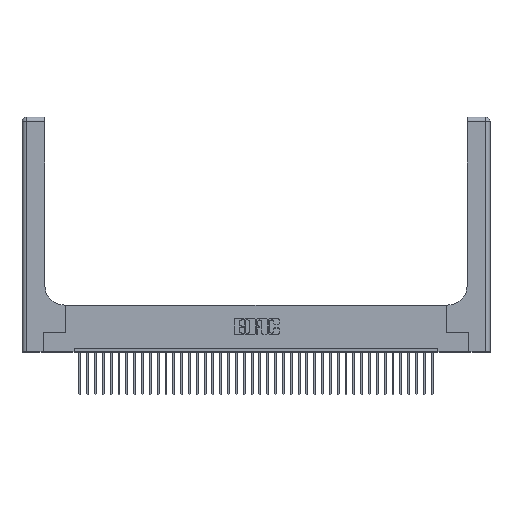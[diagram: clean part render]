
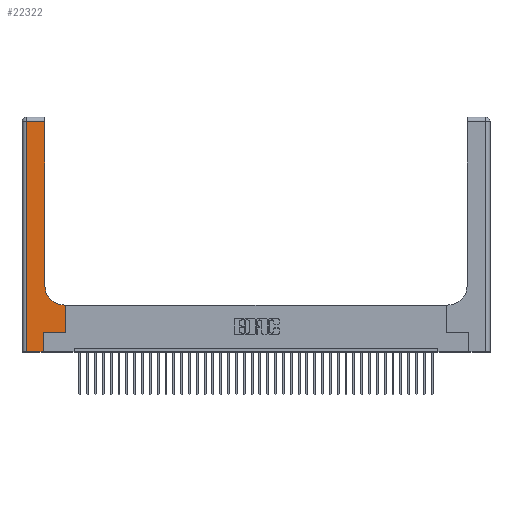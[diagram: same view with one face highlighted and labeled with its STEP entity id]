
A CAD part, top view. The second image highlights one B-rep face of the part: STEP entity #22322.
In plain terms, the highlighted planar face has unit normal (0, 0, 1).
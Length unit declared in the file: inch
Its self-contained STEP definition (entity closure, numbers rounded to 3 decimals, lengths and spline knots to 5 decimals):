
#253 = LINE ( 'NONE', #29552, #11677 ) ;
#335 = EDGE_CURVE ( 'NONE', #28410, #5497, #3613, .T. ) ;
#378 = ORIENTED_EDGE ( 'NONE', *, *, #35594, .T. ) ;
#645 = DIRECTION ( 'NONE',  ( 0., 0., -1. ) ) ;
#1595 = CARTESIAN_POINT ( 'NONE',  ( 0.5415, 0.85, 0.37 ) ) ;
#1701 = VECTOR ( 'NONE', #16906, 39.37008 ) ;
#1947 = VERTEX_POINT ( 'NONE', #30038 ) ;
#2201 = VECTOR ( 'NONE', #36622, 39.37008 ) ;
#2523 = LINE ( 'NONE', #33812, #27638 ) ;
#3108 = EDGE_LOOP ( 'NONE', ( #378, #24695, #5947, #28937, #22579, #27019, #37689, #37923, #39242 ) ) ;
#3369 = VERTEX_POINT ( 'NONE', #31717 ) ;
#3613 = LINE ( 'NONE', #38092, #1701 ) ;
#3635 = CARTESIAN_POINT ( 'NONE',  ( 0.269, 0.25, 0.37 ) ) ;
#4224 = AXIS2_PLACEMENT_3D ( 'NONE', #1595, #13814, #31758 ) ;
#5273 = EDGE_CURVE ( 'NONE', #1947, #21931, #24574, .T. ) ;
#5497 = VERTEX_POINT ( 'NONE', #36871 ) ;
#5947 = ORIENTED_EDGE ( 'NONE', *, *, #17134, .T. ) ;
#6603 = LINE ( 'NONE', #8816, #13274 ) ;
#6922 = VERTEX_POINT ( 'NONE', #29899 ) ;
#6950 = EDGE_CURVE ( 'NONE', #16162, #1947, #17884, .T. ) ;
#7230 = EDGE_CURVE ( 'NONE', #35418, #16162, #253, .T. ) ;
#7681 = LINE ( 'NONE', #36000, #11531 ) ;
#8816 = CARTESIAN_POINT ( 'NONE',  ( 0.2915, 3., 0.37 ) ) ;
#9198 = DIRECTION ( 'NONE',  ( 0., 1., 0. ) ) ;
#11531 = VECTOR ( 'NONE', #36354, 39.37008 ) ;
#11677 = VECTOR ( 'NONE', #20487, 39.37008 ) ;
#12875 = CARTESIAN_POINT ( 'NONE',  ( 0., 3., 0.37 ) ) ;
#12905 = DIRECTION ( 'NONE',  ( 1., 0., 0. ) ) ;
#13274 = VECTOR ( 'NONE', #9198, 39.37008 ) ;
#13814 = DIRECTION ( 'NONE',  ( 0., 0., -1. ) ) ;
#13971 = CARTESIAN_POINT ( 'NONE',  ( 0.5585, 0.6, 0.37 ) ) ;
#14850 = CARTESIAN_POINT ( 'NONE',  ( 0.5585, 0.25, 0.37 ) ) ;
#15190 = CARTESIAN_POINT ( 'NONE',  ( 0.269, 0., 0.37 ) ) ;
#15702 = DIRECTION ( 'NONE',  ( 0., 1., 0. ) ) ;
#15927 = DIRECTION ( 'NONE',  ( -1., 0., 0. ) ) ;
#16162 = VERTEX_POINT ( 'NONE', #15190 ) ;
#16906 = DIRECTION ( 'NONE',  ( -1., 0., 0. ) ) ;
#17134 = EDGE_CURVE ( 'NONE', #3369, #35418, #7681, .T. ) ;
#17884 = LINE ( 'NONE', #28891, #2201 ) ;
#18950 = DIRECTION ( 'NONE',  ( -1., 0., 0. ) ) ;
#19818 = CIRCLE ( 'NONE', #4224, 0.25 ) ;
#20487 = DIRECTION ( 'NONE',  ( 1., 0., 0. ) ) ;
#21931 = VERTEX_POINT ( 'NONE', #29757 ) ;
#22322 = ADVANCED_FACE ( 'NONE', ( #26973 ), #28256, .F. ) ;
#22433 = EDGE_CURVE ( 'NONE', #5497, #27597, #19818, .T. ) ;
#22579 = ORIENTED_EDGE ( 'NONE', *, *, #6950, .T. ) ;
#24574 = LINE ( 'NONE', #3635, #27903 ) ;
#24695 = ORIENTED_EDGE ( 'NONE', *, *, #27728, .T. ) ;
#24841 = EDGE_CURVE ( 'NONE', #21931, #28410, #27895, .T. ) ;
#26577 = CARTESIAN_POINT ( 'NONE',  ( 0.2915, 0.85, 0.37 ) ) ;
#26973 = FACE_OUTER_BOUND ( 'NONE', #3108, .T. ) ;
#27019 = ORIENTED_EDGE ( 'NONE', *, *, #5273, .T. ) ;
#27597 = VERTEX_POINT ( 'NONE', #26577 ) ;
#27638 = VECTOR ( 'NONE', #18950, 39.37008 ) ;
#27728 = EDGE_CURVE ( 'NONE', #6922, #3369, #2523, .T. ) ;
#27895 = LINE ( 'NONE', #14850, #32649 ) ;
#27903 = VECTOR ( 'NONE', #12905, 39.37008 ) ;
#28256 = PLANE ( 'NONE',  #33465 ) ;
#28410 = VERTEX_POINT ( 'NONE', #13971 ) ;
#28891 = CARTESIAN_POINT ( 'NONE',  ( 0.269, 0., 0.37 ) ) ;
#28937 = ORIENTED_EDGE ( 'NONE', *, *, #7230, .T. ) ;
#29552 = CARTESIAN_POINT ( 'NONE',  ( 0., 0., 0.37 ) ) ;
#29757 = CARTESIAN_POINT ( 'NONE',  ( 0.5585, 0.25, 0.37 ) ) ;
#29899 = CARTESIAN_POINT ( 'NONE',  ( 0.2915, 2.94, 0.37 ) ) ;
#30038 = CARTESIAN_POINT ( 'NONE',  ( 0.269, 0.25, 0.37 ) ) ;
#31717 = CARTESIAN_POINT ( 'NONE',  ( 0.06, 2.94, 0.37 ) ) ;
#31758 = DIRECTION ( 'NONE',  ( 1., 0., 0. ) ) ;
#32649 = VECTOR ( 'NONE', #15702, 39.37008 ) ;
#33465 = AXIS2_PLACEMENT_3D ( 'NONE', #12875, #645, #15927 ) ;
#33812 = CARTESIAN_POINT ( 'NONE',  ( 0., 2.94, 0.37 ) ) ;
#34805 = CARTESIAN_POINT ( 'NONE',  ( 0.06, 0., 0.37 ) ) ;
#35418 = VERTEX_POINT ( 'NONE', #34805 ) ;
#35594 = EDGE_CURVE ( 'NONE', #27597, #6922, #6603, .T. ) ;
#36000 = CARTESIAN_POINT ( 'NONE',  ( 0.06, 3., 0.37 ) ) ;
#36354 = DIRECTION ( 'NONE',  ( 0., -1., 0. ) ) ;
#36622 = DIRECTION ( 'NONE',  ( 0., 1., 0. ) ) ;
#36871 = CARTESIAN_POINT ( 'NONE',  ( 0.5415, 0.6, 0.37 ) ) ;
#37689 = ORIENTED_EDGE ( 'NONE', *, *, #24841, .T. ) ;
#37923 = ORIENTED_EDGE ( 'NONE', *, *, #335, .T. ) ;
#38092 = CARTESIAN_POINT ( 'NONE',  ( 0.2915, 0.6, 0.37 ) ) ;
#39242 = ORIENTED_EDGE ( 'NONE', *, *, #22433, .T. ) ;
